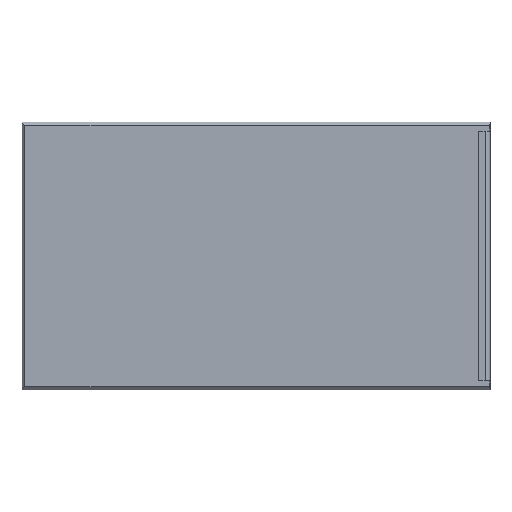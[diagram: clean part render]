
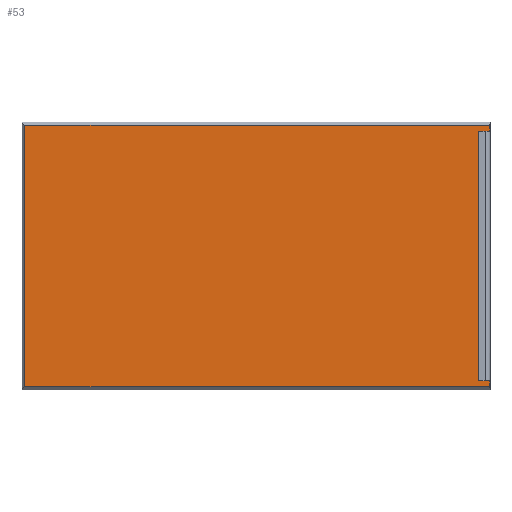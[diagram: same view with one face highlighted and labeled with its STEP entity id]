
A CAD part, top view. The second image highlights one B-rep face of the part: STEP entity #53.
In plain terms, the highlighted free-form (B-spline) face has degree [1, 1] with [2, 2] control points.
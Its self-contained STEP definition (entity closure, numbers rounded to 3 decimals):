
#53 = ADVANCED_FACE('',(#54),#112,.T.);
#54 = FACE_BOUND('',#55,.T.);
#55 = EDGE_LOOP('',(#56,#65,#72,#79,#86,#93,#100,#107));
#56 = ORIENTED_EDGE('',*,*,#57,.F.);
#57 = EDGE_CURVE('',#58,#60,#62,.T.);
#58 = VERTEX_POINT('',#59);
#59 = CARTESIAN_POINT('',(124.913,58.136,
    12.37));
#60 = VERTEX_POINT('',#61);
#61 = CARTESIAN_POINT('',(119.133,58.136,12.37
    ));
#62 = B_SPLINE_CURVE_WITH_KNOTS('',1,(#63,#64),.UNSPECIFIED.,.F.,.F.,(2,
    2),(0.075,4.),.PIECEWISE_BEZIER_KNOTS.);
#63 = CARTESIAN_POINT('',(124.913,58.136,
    12.37));
#64 = CARTESIAN_POINT('',(119.133,58.136,12.37
    ));
#65 = ORIENTED_EDGE('',*,*,#66,.T.);
#66 = EDGE_CURVE('',#58,#67,#69,.T.);
#67 = VERTEX_POINT('',#68);
#68 = CARTESIAN_POINT('',(124.913,61.081,12.37
    ));
#69 = B_SPLINE_CURVE_WITH_KNOTS('',1,(#70,#71),.UNSPECIFIED.,.F.,.F.,(2,
    2),(0.,2.),.PIECEWISE_BEZIER_KNOTS.);
#70 = CARTESIAN_POINT('',(124.913,58.136,
    12.37));
#71 = CARTESIAN_POINT('',(124.913,61.081,12.37
    ));
#72 = ORIENTED_EDGE('',*,*,#73,.F.);
#73 = EDGE_CURVE('',#74,#67,#76,.T.);
#74 = VERTEX_POINT('',#75);
#75 = CARTESIAN_POINT('',(-113.537,61.081,12.37
    ));
#76 = B_SPLINE_CURVE_WITH_KNOTS('',1,(#77,#78),.UNSPECIFIED.,.F.,.F.,(2,
    2),(1.,162.925),.PIECEWISE_BEZIER_KNOTS.);
#77 = CARTESIAN_POINT('',(-113.537,61.081,12.37
    ));
#78 = CARTESIAN_POINT('',(124.913,61.081,12.37
    ));
#79 = ORIENTED_EDGE('',*,*,#80,.T.);
#80 = EDGE_CURVE('',#74,#81,#83,.T.);
#81 = VERTEX_POINT('',#82);
#82 = CARTESIAN_POINT('',(-113.537,-72.862,
    12.37));
#83 = B_SPLINE_CURVE_WITH_KNOTS('',1,(#84,#85),.UNSPECIFIED.,.F.,.F.,(2,
    2),(-90.957,0.),.PIECEWISE_BEZIER_KNOTS.);
#84 = CARTESIAN_POINT('',(-113.537,61.081,12.37
    ));
#85 = CARTESIAN_POINT('',(-113.537,-72.862,
    12.37));
#86 = ORIENTED_EDGE('',*,*,#87,.T.);
#87 = EDGE_CURVE('',#81,#88,#90,.T.);
#88 = VERTEX_POINT('',#89);
#89 = CARTESIAN_POINT('',(124.913,-72.862,
    12.37));
#90 = B_SPLINE_CURVE_WITH_KNOTS('',1,(#91,#92),.UNSPECIFIED.,.F.,.F.,(2,
    2),(1.,162.925),.PIECEWISE_BEZIER_KNOTS.);
#91 = CARTESIAN_POINT('',(-113.537,-72.862,
    12.37));
#92 = CARTESIAN_POINT('',(124.913,-72.862,
    12.37));
#93 = ORIENTED_EDGE('',*,*,#94,.T.);
#94 = EDGE_CURVE('',#88,#95,#97,.T.);
#95 = VERTEX_POINT('',#96);
#96 = CARTESIAN_POINT('',(124.913,-69.917,12.37
    ));
#97 = B_SPLINE_CURVE_WITH_KNOTS('',1,(#98,#99),.UNSPECIFIED.,.F.,.F.,(2,
    2),(0.,2.),.PIECEWISE_BEZIER_KNOTS.);
#98 = CARTESIAN_POINT('',(124.913,-72.862,
    12.37));
#99 = CARTESIAN_POINT('',(124.913,-69.917,12.37
    ));
#100 = ORIENTED_EDGE('',*,*,#101,.F.);
#101 = EDGE_CURVE('',#102,#95,#104,.T.);
#102 = VERTEX_POINT('',#103);
#103 = CARTESIAN_POINT('',(119.133,-69.917,12.37
    ));
#104 = B_SPLINE_CURVE_WITH_KNOTS('',1,(#105,#106),.UNSPECIFIED.,.F.,.F.,
  (2,2),(-4.,-0.075),.PIECEWISE_BEZIER_KNOTS.);
#105 = CARTESIAN_POINT('',(119.133,-69.917,12.37
    ));
#106 = CARTESIAN_POINT('',(124.913,-69.917,
    12.37));
#107 = ORIENTED_EDGE('',*,*,#108,.F.);
#108 = EDGE_CURVE('',#60,#102,#109,.T.);
#109 = B_SPLINE_CURVE_WITH_KNOTS('',1,(#110,#111),.UNSPECIFIED.,.F.,.F.,
  (2,2),(0.,86.957),.PIECEWISE_BEZIER_KNOTS.);
#110 = CARTESIAN_POINT('',(119.133,58.136,
    12.37));
#111 = CARTESIAN_POINT('',(119.133,-69.917,12.37
    ));
#112 = B_SPLINE_SURFACE_WITH_KNOTS('',1,1,(
    (#113,#114)
    ,(#115,#116
    )),.UNSPECIFIED.,.F.,.F.,.F.,(2,2),(2,2),(-90.957,
    0.),(1.,162.925),.PIECEWISE_BEZIER_KNOTS.);
#113 = CARTESIAN_POINT('',(-113.537,61.081,
    12.37));
#114 = CARTESIAN_POINT('',(124.913,61.081,
    12.37));
#115 = CARTESIAN_POINT('',(-113.537,-72.862,
    12.37));
#116 = CARTESIAN_POINT('',(124.913,-72.862,
    12.37));
